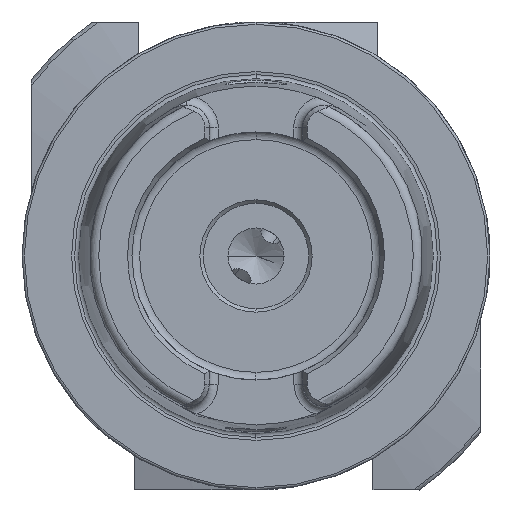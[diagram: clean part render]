
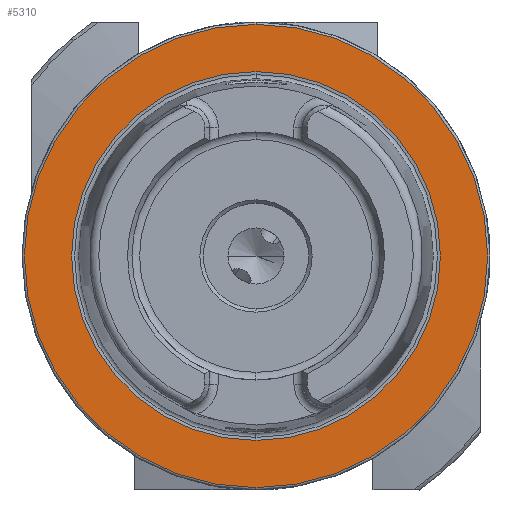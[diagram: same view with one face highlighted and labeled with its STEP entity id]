
A CAD part, left-side view. The second image highlights one B-rep face of the part: STEP entity #5310.
In plain terms, the highlighted planar face has unit normal (-1, 0, 0).
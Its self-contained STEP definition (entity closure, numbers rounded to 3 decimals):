
#1526 = CARTESIAN_POINT ( 'NONE',  ( 0., 0., 0. ) ) ;
#1527 = DIRECTION ( 'NONE',  ( -1., 0., 0. ) ) ;
#1528 = DIRECTION ( 'NONE',  ( 0., 0., 1. ) ) ;
#1538 = CARTESIAN_POINT ( 'NONE',  ( 0., 0., 0. ) ) ;
#1539 = DIRECTION ( 'NONE',  ( -1., 0., 0. ) ) ;
#1540 = DIRECTION ( 'NONE',  ( 0., 0., 1. ) ) ;
#1728 = CARTESIAN_POINT ( 'NONE',  ( 0., 0., 0. ) ) ;
#1729 = DIRECTION ( 'NONE',  ( -1., 0., 0. ) ) ;
#1730 = DIRECTION ( 'NONE',  ( 0., 0., 1. ) ) ;
#1731 = CARTESIAN_POINT ( 'NONE',  ( 0., 0., 0. ) ) ;
#1732 = DIRECTION ( 'NONE',  ( -1., 0., 0. ) ) ;
#1733 = DIRECTION ( 'NONE',  ( 0., 0., 1. ) ) ;
#2541 = DIRECTION ( 'NONE',  ( 1., 0., 0. ) ) ;
#2551 = CARTESIAN_POINT ( 'NONE',  ( 0., 49.5, 0. ) ) ;
#2552 = FACE_BOUND ( 'NONE', #5562, .T. ) ;
#2554 = FACE_OUTER_BOUND ( 'NONE', #10333, .T. ) ;
#2555 = PLANE ( 'NONE',  #11966 ) ;
#2557 = DIRECTION ( 'NONE',  ( 0., 0., -1. ) ) ;
#5310 = ADVANCED_FACE ( 'NONE', ( #2552, #2554 ), #2555, .F. ) ;
#5347 = EDGE_CURVE ( 'NONE', #10601, #10602, #12024, .T. ) ;
#5348 = EDGE_CURVE ( 'NONE', #7362, #10516, #12026, .T. ) ;
#5562 = EDGE_LOOP ( 'NONE', ( #5809, #5810 ) ) ;
#5809 = ORIENTED_EDGE ( 'NONE', *, *, #5347, .F. ) ;
#5810 = ORIENTED_EDGE ( 'NONE', *, *, #6050, .F. ) ;
#5811 = ORIENTED_EDGE ( 'NONE', *, *, #6046, .T. ) ;
#5812 = ORIENTED_EDGE ( 'NONE', *, *, #5348, .T. ) ;
#6046 = EDGE_CURVE ( 'NONE', #10516, #7362, #8809, .T. ) ;
#6050 = EDGE_CURVE ( 'NONE', #10602, #10601, #8815, .T. ) ;
#7362 = VERTEX_POINT ( 'NONE', #11324 ) ;
#7624 = CARTESIAN_POINT ( 'NONE',  ( 0., 0., 49.5 ) ) ;
#7709 = CARTESIAN_POINT ( 'NONE',  ( 0., 0., 39.405 ) ) ;
#7710 = CARTESIAN_POINT ( 'NONE',  ( 0., 0., -39.405 ) ) ;
#8809 = CIRCLE ( 'NONE', #8812, 49.5 ) ;
#8812 = AXIS2_PLACEMENT_3D ( 'NONE', #1526, #1527, #1528 ) ;
#8815 = CIRCLE ( 'NONE', #8819, 39.405 ) ;
#8819 = AXIS2_PLACEMENT_3D ( 'NONE', #1538, #1539, #1540 ) ;
#10333 = EDGE_LOOP ( 'NONE', ( #5811, #5812 ) ) ;
#10516 = VERTEX_POINT ( 'NONE', #7624 ) ;
#10601 = VERTEX_POINT ( 'NONE', #7709 ) ;
#10602 = VERTEX_POINT ( 'NONE', #7710 ) ;
#11324 = CARTESIAN_POINT ( 'NONE',  ( 0., 0., -49.5 ) ) ;
#11966 = AXIS2_PLACEMENT_3D ( 'NONE', #2551, #2541, #2557 ) ;
#12024 = CIRCLE ( 'NONE', #12029, 39.405 ) ;
#12026 = CIRCLE ( 'NONE', #12031, 49.5 ) ;
#12029 = AXIS2_PLACEMENT_3D ( 'NONE', #1728, #1729, #1730 ) ;
#12031 = AXIS2_PLACEMENT_3D ( 'NONE', #1731, #1732, #1733 ) ;
